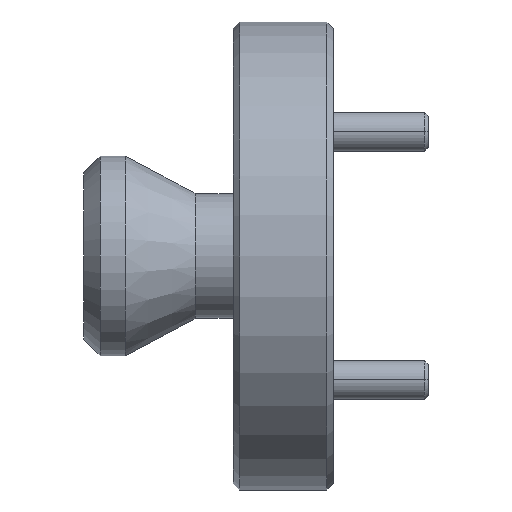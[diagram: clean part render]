
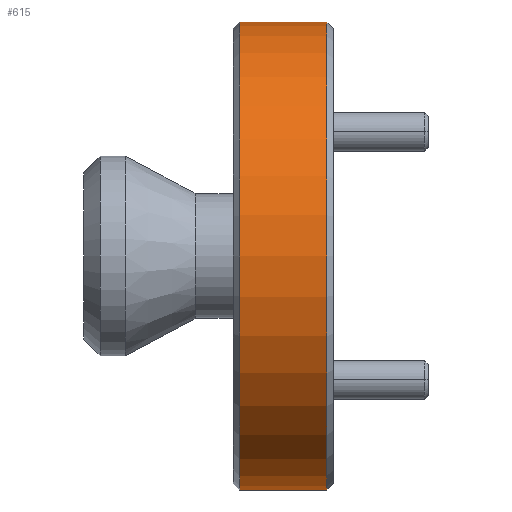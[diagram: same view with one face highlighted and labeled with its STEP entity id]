
A CAD part, front view. The second image highlights one B-rep face of the part: STEP entity #615.
In plain terms, the highlighted cylindrical face has radius 9.525 mm (diameter 19.05 mm), a partial arc.
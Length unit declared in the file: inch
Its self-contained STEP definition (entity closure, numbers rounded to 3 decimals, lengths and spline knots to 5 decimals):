
#47 = CARTESIAN_POINT ( 'NONE',  ( 0., 0., 0. ) ) ;
#171 = CIRCLE ( 'NONE', #568, 0.375 ) ;
#219 = VERTEX_POINT ( 'NONE', #716 ) ;
#315 = ORIENTED_EDGE ( 'NONE', *, *, #2013, .T. ) ;
#354 = LINE ( 'NONE', #491, #1009 ) ;
#418 = CARTESIAN_POINT ( 'NONE',  ( 0.23851, 0., 0.375 ) ) ;
#491 = CARTESIAN_POINT ( 'NONE',  ( 0., 0., -0.375 ) ) ;
#516 = CIRCLE ( 'NONE', #1966, 0.375 ) ;
#541 = LINE ( 'NONE', #1041, #666 ) ;
#568 = AXIS2_PLACEMENT_3D ( 'NONE', #1241, #1424, #882 ) ;
#615 = ADVANCED_FACE ( 'NONE', ( #2109 ), #1137, .T. ) ;
#617 = CARTESIAN_POINT ( 'NONE',  ( 0.37851, 0., 0. ) ) ;
#631 = DIRECTION ( 'NONE',  ( 0., 0., 1. ) ) ;
#666 = VECTOR ( 'NONE', #1616, 39.37008 ) ;
#716 = CARTESIAN_POINT ( 'NONE',  ( 0.37851, 0., -0.375 ) ) ;
#783 = AXIS2_PLACEMENT_3D ( 'NONE', #47, #2272, #631 ) ;
#882 = DIRECTION ( 'NONE',  ( 0., 0., -1. ) ) ;
#959 = EDGE_CURVE ( 'NONE', #219, #1036, #516, .T. ) ;
#1004 = VERTEX_POINT ( 'NONE', #418 ) ;
#1009 = VECTOR ( 'NONE', #1029, 39.37008 ) ;
#1029 = DIRECTION ( 'NONE',  ( -1., 0., 0. ) ) ;
#1036 = VERTEX_POINT ( 'NONE', #1845 ) ;
#1041 = CARTESIAN_POINT ( 'NONE',  ( 0., 0., 0.375 ) ) ;
#1137 = CYLINDRICAL_SURFACE ( 'NONE', #783, 0.375 ) ;
#1201 = DIRECTION ( 'NONE',  ( -1., 0., 0. ) ) ;
#1241 = CARTESIAN_POINT ( 'NONE',  ( 0.23851, 0., 0. ) ) ;
#1301 = VERTEX_POINT ( 'NONE', #1742 ) ;
#1424 = DIRECTION ( 'NONE',  ( 1., 0., 0. ) ) ;
#1616 = DIRECTION ( 'NONE',  ( -1., 0., 0. ) ) ;
#1652 = EDGE_CURVE ( 'NONE', #1036, #1004, #541, .T. ) ;
#1742 = CARTESIAN_POINT ( 'NONE',  ( 0.23851, 0., -0.375 ) ) ;
#1808 = EDGE_LOOP ( 'NONE', ( #2403, #1985, #2342, #315 ) ) ;
#1845 = CARTESIAN_POINT ( 'NONE',  ( 0.37851, 0., 0.375 ) ) ;
#1966 = AXIS2_PLACEMENT_3D ( 'NONE', #617, #1201, #2301 ) ;
#1985 = ORIENTED_EDGE ( 'NONE', *, *, #959, .T. ) ;
#2013 = EDGE_CURVE ( 'NONE', #1004, #1301, #171, .T. ) ;
#2109 = FACE_OUTER_BOUND ( 'NONE', #1808, .T. ) ;
#2272 = DIRECTION ( 'NONE',  ( -1., 0., 0. ) ) ;
#2301 = DIRECTION ( 'NONE',  ( 0., 0., 1. ) ) ;
#2322 = EDGE_CURVE ( 'NONE', #219, #1301, #354, .T. ) ;
#2342 = ORIENTED_EDGE ( 'NONE', *, *, #1652, .T. ) ;
#2403 = ORIENTED_EDGE ( 'NONE', *, *, #2322, .F. ) ;
